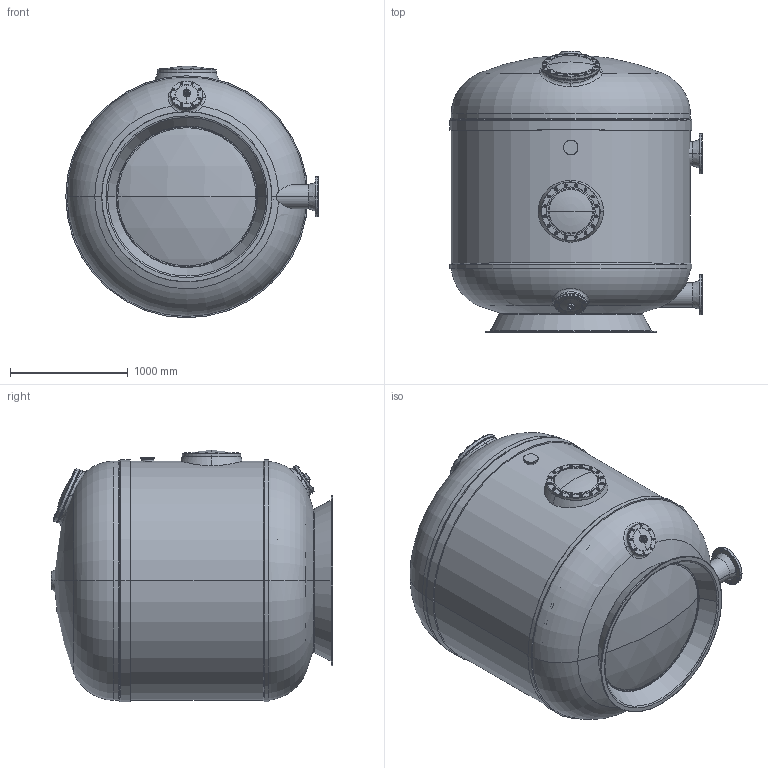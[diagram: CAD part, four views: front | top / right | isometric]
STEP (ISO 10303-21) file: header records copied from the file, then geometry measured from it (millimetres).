
FILE_DESCRIPTION (( 'STEP AP214' ), '1' );
FILE_NAME ('balearic200c_1000.STEP', '2021-01-05T12:55:03', ( '' ), ( '' ), 'SwSTEP 2.0', 'SolidWorks 2019', '' );
FILE_SCHEMA (( 'AUTOMOTIVE_DESIGN' ));
Length unit declared in the file: millimetre
Products named in the file (1): balearic200c_1000
Bounding box: 2147.13 x 2390 x 2139.78 mm (x, y, z)
Surface area: 41494695.6 mm2 (no closed solid volume)
Topology: 0 solids, 125 shells, 1644 faces, 3643 edges, 2237 vertices
Faces by surface type: cylinder 556, plane 523, cone 435, torus 82, bspline 36, sphere 12
Entity records: 77636 total; most frequent: CARTESIAN_POINT 22727, DIRECTION 7574, ORIENTED_EDGE 7046, EDGE_CURVE 3579, AXIS2_PLACEMENT_3D 3191, VERTEX_POINT 2237, EDGE_LOOP 1974, UNCERTAINTY_MEASURE_WITH_UNIT 1743
